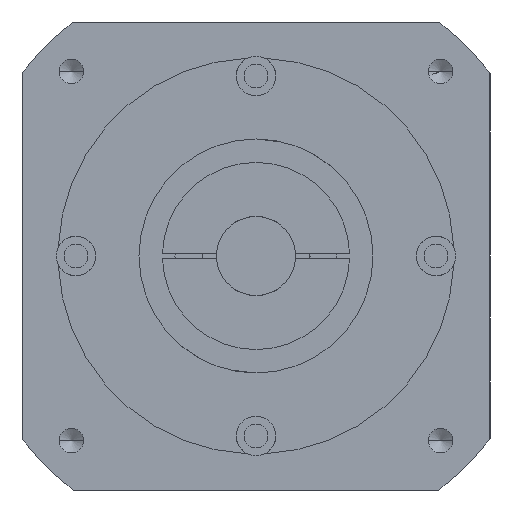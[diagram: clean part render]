
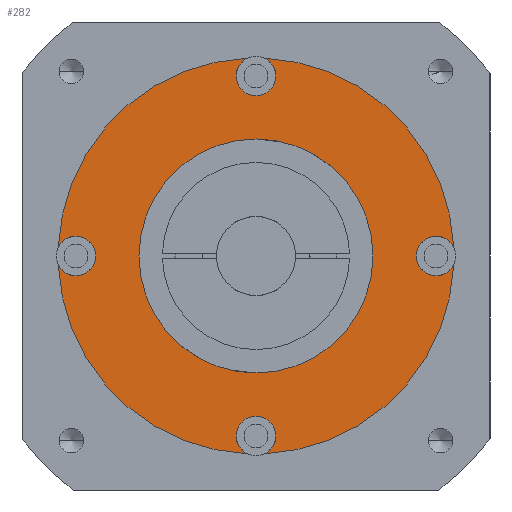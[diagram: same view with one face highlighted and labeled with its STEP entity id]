
A CAD part, left-side view. The second image highlights one B-rep face of the part: STEP entity #282.
In plain terms, the highlighted planar face has unit normal (-1, 0, 0).
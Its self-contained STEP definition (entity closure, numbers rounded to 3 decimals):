
#23 = PLANE ( 'NONE',  #2587 ) ;
#31 = CIRCLE ( 'NONE', #5968, 5.5 ) ;
#116 = AXIS2_PLACEMENT_3D ( 'NONE', #5828, #3036, #180 ) ;
#126 = DIRECTION ( 'NONE',  ( 1., 0., 0. ) ) ;
#129 = CARTESIAN_POINT ( 'NONE',  ( 8., 0., -32.5 ) ) ;
#164 = CIRCLE ( 'NONE', #6043, 5.5 ) ;
#180 = DIRECTION ( 'NONE',  ( 0., 0., -1. ) ) ;
#216 = CARTESIAN_POINT ( 'NONE',  ( 8., -54.947, 2.403 ) ) ;
#276 = CARTESIAN_POINT ( 'NONE',  ( 8., 0., 44.5 ) ) ;
#282 = ADVANCED_FACE ( 'NONE', ( #2241, #6000 ), #23, .F. ) ;
#303 = EDGE_LOOP ( 'NONE', ( #2599, #2669, #2828, #3055, #3121, #3196, #3267, #3422, #3577, #3648, #3799, #3951, #4098, #4237 ) ) ;
#328 = CARTESIAN_POINT ( 'NONE',  ( 8., 50., 0. ) ) ;
#415 = CIRCLE ( 'NONE', #3529, 55. ) ;
#480 = EDGE_CURVE ( 'NONE', #3376, #5296, #2633, .T. ) ;
#494 = EDGE_CURVE ( 'NONE', #4784, #667, #5013, .T. ) ;
#532 = EDGE_CURVE ( 'NONE', #1997, #2294, #3756, .T. ) ;
#661 = AXIS2_PLACEMENT_3D ( 'NONE', #3720, #837, #4195 ) ;
#667 = VERTEX_POINT ( 'NONE', #2014 ) ;
#784 = DIRECTION ( 'NONE',  ( 0., 0., -1. ) ) ;
#806 = CIRCLE ( 'NONE', #1145, 5.5 ) ;
#809 = AXIS2_PLACEMENT_3D ( 'NONE', #853, #868, #897 ) ;
#837 = DIRECTION ( 'NONE',  ( 1., 0., 0. ) ) ;
#853 = CARTESIAN_POINT ( 'NONE',  ( 8., 0., 0. ) ) ;
#868 = DIRECTION ( 'NONE',  ( -1., 0., 0. ) ) ;
#892 = VERTEX_POINT ( 'NONE', #1548 ) ;
#897 = DIRECTION ( 'NONE',  ( 0., 0., 1. ) ) ;
#935 = CARTESIAN_POINT ( 'NONE',  ( 8., 0., -32.5 ) ) ;
#949 = EDGE_CURVE ( 'NONE', #1852, #5841, #164, .T. ) ;
#1053 = CIRCLE ( 'NONE', #116, 5.5 ) ;
#1099 = EDGE_LOOP ( 'NONE', ( #2284, #2525 ) ) ;
#1145 = AXIS2_PLACEMENT_3D ( 'NONE', #328, #3662, #784 ) ;
#1162 = AXIS2_PLACEMENT_3D ( 'NONE', #4787, #4755, #4718 ) ;
#1194 = CARTESIAN_POINT ( 'NONE',  ( 8., 0., -50. ) ) ;
#1284 = CARTESIAN_POINT ( 'NONE',  ( 8., 54.948, -2.403 ) ) ;
#1328 = EDGE_CURVE ( 'NONE', #892, #1852, #415, .T. ) ;
#1481 = VERTEX_POINT ( 'NONE', #2382 ) ;
#1532 = DIRECTION ( 'NONE',  ( 0., 0., 1. ) ) ;
#1548 = CARTESIAN_POINT ( 'NONE',  ( 8., -2.403, -54.948 ) ) ;
#1648 = CIRCLE ( 'NONE', #3091, 55. ) ;
#1683 = DIRECTION ( 'NONE',  ( 0., 0., -1. ) ) ;
#1685 = CARTESIAN_POINT ( 'NONE',  ( 8., 0., 0. ) ) ;
#1697 = DIRECTION ( 'NONE',  ( -1., 0., 0. ) ) ;
#1744 = DIRECTION ( 'NONE',  ( 0., 0., 1. ) ) ;
#1766 = AXIS2_PLACEMENT_3D ( 'NONE', #1685, #1697, #1744 ) ;
#1852 = VERTEX_POINT ( 'NONE', #4171 ) ;
#1962 = AXIS2_PLACEMENT_3D ( 'NONE', #2527, #5714, #5056 ) ;
#1996 = DIRECTION ( 'NONE',  ( 1., 0., 0. ) ) ;
#1997 = VERTEX_POINT ( 'NONE', #3704 ) ;
#2014 = CARTESIAN_POINT ( 'NONE',  ( 8., 0., -44.5 ) ) ;
#2065 = CARTESIAN_POINT ( 'NONE',  ( 8., -50., 5.5 ) ) ;
#2122 = AXIS2_PLACEMENT_3D ( 'NONE', #4684, #4673, #4670 ) ;
#2169 = CARTESIAN_POINT ( 'NONE',  ( 8., 0., 50. ) ) ;
#2173 = DIRECTION ( 'NONE',  ( -1., 0., 0. ) ) ;
#2241 = FACE_BOUND ( 'NONE', #1099, .T. ) ;
#2284 = ORIENTED_EDGE ( 'NONE', *, *, #2410, .F. ) ;
#2294 = VERTEX_POINT ( 'NONE', #1284 ) ;
#2354 = EDGE_CURVE ( 'NONE', #2765, #1481, #5162, .T. ) ;
#2382 = CARTESIAN_POINT ( 'NONE',  ( 8., 0., 32.5 ) ) ;
#2410 = EDGE_CURVE ( 'NONE', #1481, #2765, #3615, .T. ) ;
#2525 = ORIENTED_EDGE ( 'NONE', *, *, #2354, .F. ) ;
#2527 = CARTESIAN_POINT ( 'NONE',  ( 8., 0., 0. ) ) ;
#2587 = AXIS2_PLACEMENT_3D ( 'NONE', #129, #4737, #5320 ) ;
#2595 = VERTEX_POINT ( 'NONE', #2065 ) ;
#2596 = EDGE_CURVE ( 'NONE', #2294, #4784, #4941, .T. ) ;
#2599 = ORIENTED_EDGE ( 'NONE', *, *, #3654, .T. ) ;
#2633 = CIRCLE ( 'NONE', #1162, 55. ) ;
#2662 = DIRECTION ( 'NONE',  ( 0., 0., -1. ) ) ;
#2669 = ORIENTED_EDGE ( 'NONE', *, *, #5987, .T. ) ;
#2714 = CARTESIAN_POINT ( 'NONE',  ( 8., 0., 0. ) ) ;
#2765 = VERTEX_POINT ( 'NONE', #935 ) ;
#2774 = CARTESIAN_POINT ( 'NONE',  ( 8., -2.403, 54.947 ) ) ;
#2811 = DIRECTION ( 'NONE',  ( 1., 0., 0. ) ) ;
#2827 = CARTESIAN_POINT ( 'NONE',  ( 8., 0., 0. ) ) ;
#2828 = ORIENTED_EDGE ( 'NONE', *, *, #4403, .T. ) ;
#2832 = CARTESIAN_POINT ( 'NONE',  ( 8., -50., 0. ) ) ;
#2844 = CARTESIAN_POINT ( 'NONE',  ( 8., 54.948, 2.403 ) ) ;
#2855 = DIRECTION ( 'NONE',  ( 0., 0., -1. ) ) ;
#2865 = CIRCLE ( 'NONE', #5124, 5.5 ) ;
#2983 = CARTESIAN_POINT ( 'NONE',  ( 8., -50., 0. ) ) ;
#3036 = DIRECTION ( 'NONE',  ( 1., 0., 0. ) ) ;
#3055 = ORIENTED_EDGE ( 'NONE', *, *, #480, .T. ) ;
#3091 = AXIS2_PLACEMENT_3D ( 'NONE', #2827, #6090, #3295 ) ;
#3110 = AXIS2_PLACEMENT_3D ( 'NONE', #4384, #4370, #4352 ) ;
#3121 = ORIENTED_EDGE ( 'NONE', *, *, #5836, .T. ) ;
#3196 = ORIENTED_EDGE ( 'NONE', *, *, #3542, .T. ) ;
#3267 = ORIENTED_EDGE ( 'NONE', *, *, #532, .T. ) ;
#3295 = DIRECTION ( 'NONE',  ( 0., 0., 1. ) ) ;
#3305 = AXIS2_PLACEMENT_3D ( 'NONE', #2169, #5485, #2662 ) ;
#3376 = VERTEX_POINT ( 'NONE', #5274 ) ;
#3422 = ORIENTED_EDGE ( 'NONE', *, *, #2596, .T. ) ;
#3466 = DIRECTION ( 'NONE',  ( 0., 0., -1. ) ) ;
#3507 = CARTESIAN_POINT ( 'NONE',  ( 8., -50., -5.5 ) ) ;
#3529 = AXIS2_PLACEMENT_3D ( 'NONE', #2714, #2173, #1532 ) ;
#3542 = EDGE_CURVE ( 'NONE', #3634, #1997, #806, .T. ) ;
#3577 = ORIENTED_EDGE ( 'NONE', *, *, #494, .T. ) ;
#3608 = AXIS2_PLACEMENT_3D ( 'NONE', #1194, #4527, #1683 ) ;
#3615 = CIRCLE ( 'NONE', #1766, 32.5 ) ;
#3634 = VERTEX_POINT ( 'NONE', #6070 ) ;
#3648 = ORIENTED_EDGE ( 'NONE', *, *, #4028, .T. ) ;
#3654 = EDGE_CURVE ( 'NONE', #4519, #4615, #1648, .T. ) ;
#3662 = DIRECTION ( 'NONE',  ( 1., 0., 0. ) ) ;
#3704 = CARTESIAN_POINT ( 'NONE',  ( 8., 50., -5.5 ) ) ;
#3720 = CARTESIAN_POINT ( 'NONE',  ( 8., -50., 0. ) ) ;
#3756 = CIRCLE ( 'NONE', #3110, 5.5 ) ;
#3799 = ORIENTED_EDGE ( 'NONE', *, *, #1328, .T. ) ;
#3812 = CIRCLE ( 'NONE', #3608, 5.5 ) ;
#3951 = ORIENTED_EDGE ( 'NONE', *, *, #949, .T. ) ;
#4028 = EDGE_CURVE ( 'NONE', #667, #892, #3812, .T. ) ;
#4045 = VERTEX_POINT ( 'NONE', #276 ) ;
#4098 = ORIENTED_EDGE ( 'NONE', *, *, #5173, .T. ) ;
#4171 = CARTESIAN_POINT ( 'NONE',  ( 8., -54.948, -2.403 ) ) ;
#4195 = DIRECTION ( 'NONE',  ( 0., 0., -1. ) ) ;
#4237 = ORIENTED_EDGE ( 'NONE', *, *, #5446, .T. ) ;
#4259 = CIRCLE ( 'NONE', #3305, 5.5 ) ;
#4307 = CARTESIAN_POINT ( 'NONE',  ( 8., 2.403, -54.948 ) ) ;
#4352 = DIRECTION ( 'NONE',  ( 0., 0., -1. ) ) ;
#4370 = DIRECTION ( 'NONE',  ( 1., 0., 0. ) ) ;
#4384 = CARTESIAN_POINT ( 'NONE',  ( 8., 50., 0. ) ) ;
#4403 = EDGE_CURVE ( 'NONE', #4045, #3376, #31, .T. ) ;
#4519 = VERTEX_POINT ( 'NONE', #216 ) ;
#4527 = DIRECTION ( 'NONE',  ( 1., 0., 0. ) ) ;
#4615 = VERTEX_POINT ( 'NONE', #2774 ) ;
#4670 = DIRECTION ( 'NONE',  ( 0., 0., -1. ) ) ;
#4673 = DIRECTION ( 'NONE',  ( 1., 0., 0. ) ) ;
#4684 = CARTESIAN_POINT ( 'NONE',  ( 8., 0., -50. ) ) ;
#4713 = CIRCLE ( 'NONE', #661, 5.5 ) ;
#4718 = DIRECTION ( 'NONE',  ( 0., 0., 1. ) ) ;
#4737 = DIRECTION ( 'NONE',  ( 1., 0., 0. ) ) ;
#4755 = DIRECTION ( 'NONE',  ( -1., 0., 0. ) ) ;
#4784 = VERTEX_POINT ( 'NONE', #4307 ) ;
#4787 = CARTESIAN_POINT ( 'NONE',  ( 8., 0., 0. ) ) ;
#4884 = CARTESIAN_POINT ( 'NONE',  ( 8., 0., 50. ) ) ;
#4941 = CIRCLE ( 'NONE', #1962, 55. ) ;
#5013 = CIRCLE ( 'NONE', #2122, 5.5 ) ;
#5056 = DIRECTION ( 'NONE',  ( 0., 0., 1. ) ) ;
#5124 = AXIS2_PLACEMENT_3D ( 'NONE', #2983, #126, #3466 ) ;
#5162 = CIRCLE ( 'NONE', #809, 32.5 ) ;
#5173 = EDGE_CURVE ( 'NONE', #5841, #2595, #4713, .T. ) ;
#5274 = CARTESIAN_POINT ( 'NONE',  ( 8., 2.403, 54.947 ) ) ;
#5296 = VERTEX_POINT ( 'NONE', #2844 ) ;
#5320 = DIRECTION ( 'NONE',  ( 0., 0., -1. ) ) ;
#5343 = DIRECTION ( 'NONE',  ( 0., 0., -1. ) ) ;
#5446 = EDGE_CURVE ( 'NONE', #2595, #4519, #2865, .T. ) ;
#5485 = DIRECTION ( 'NONE',  ( 1., 0., 0. ) ) ;
#5714 = DIRECTION ( 'NONE',  ( -1., 0., 0. ) ) ;
#5828 = CARTESIAN_POINT ( 'NONE',  ( 8., 50., 0. ) ) ;
#5836 = EDGE_CURVE ( 'NONE', #5296, #3634, #1053, .T. ) ;
#5841 = VERTEX_POINT ( 'NONE', #3507 ) ;
#5968 = AXIS2_PLACEMENT_3D ( 'NONE', #4884, #1996, #5343 ) ;
#5987 = EDGE_CURVE ( 'NONE', #4615, #4045, #4259, .T. ) ;
#6000 = FACE_OUTER_BOUND ( 'NONE', #303, .T. ) ;
#6043 = AXIS2_PLACEMENT_3D ( 'NONE', #2832, #2811, #2855 ) ;
#6070 = CARTESIAN_POINT ( 'NONE',  ( 8., 50., 5.5 ) ) ;
#6090 = DIRECTION ( 'NONE',  ( -1., 0., 0. ) ) ;
